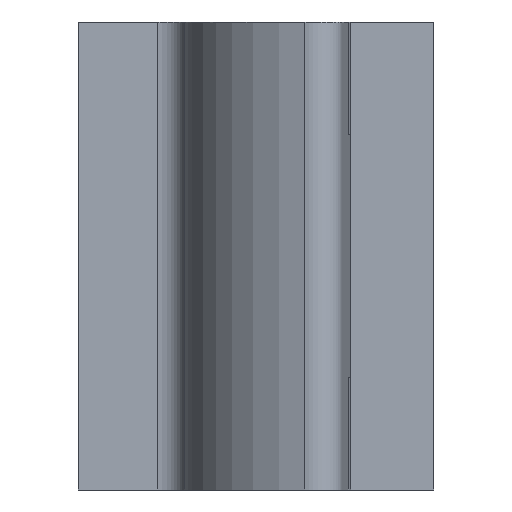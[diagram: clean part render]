
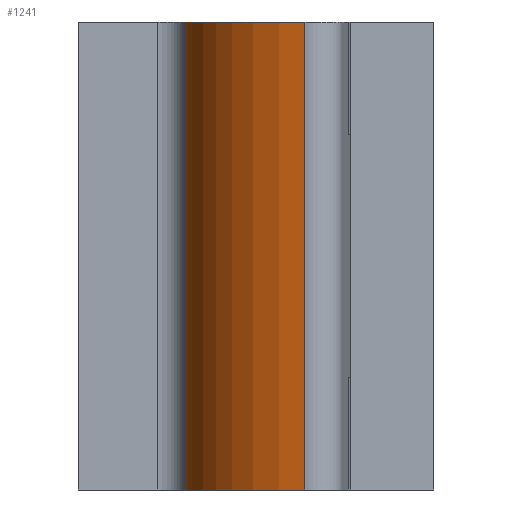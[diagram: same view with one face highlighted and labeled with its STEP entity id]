
A CAD part, front view. The second image highlights one B-rep face of the part: STEP entity #1241.
In plain terms, the highlighted free-form (B-spline) face has degree [1, 2] with [2, 3] control points.
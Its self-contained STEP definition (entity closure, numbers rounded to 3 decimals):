
#1150=CARTESIAN_POINT('',(-14.597,-0.745,50.));
#1151=VERTEX_POINT('',#1150);
#1166=CARTESIAN_POINT('',(-14.597,-0.745,0.0));
#1167=VERTEX_POINT('',#1166);
#1181=CARTESIAN_POINT('',(-14.597,-0.745,0.0));
#1182=CARTESIAN_POINT('',(-14.597,-0.745,50.));
#1183=QUASI_UNIFORM_CURVE('',1,(#1181,#1182),.UNSPECIFIED.,.F.,.U.);
#1184=EDGE_CURVE('',#1167,#1151,#1183,.T.);
#1189=CARTESIAN_POINT('',(-1.317,-13.512,-1.25));
#1190=CARTESIAN_POINT('',(-1.317,-13.512,51.281));
#1191=CARTESIAN_POINT('',(-12.483,-11.074,-1.25));
#1192=CARTESIAN_POINT('',(-12.483,-11.074,51.281));
#1193=CARTESIAN_POINT('',(-14.798,0.119,-1.25));
#1194=CARTESIAN_POINT('',(-14.798,0.119,51.281));
#1202=(BOUNDED_SURFACE()B_SPLINE_SURFACE(1,2,((#1189,#1191,#1193),(#1190,#1192,#1194)),.UNSPECIFIED.,.F.,.F.,.U.)B_SPLINE_SURFACE_WITH_KNOTS((2,2),(3,3),(0.0,52.531),(0.0,20.853),.UNSPECIFIED.)GEOMETRIC_REPRESENTATION_ITEM()RATIONAL_B_SPLINE_SURFACE(((1.0,0.839,1.0),(1.0,0.839,1.0)))REPRESENTATION_ITEM('')SURFACE());
#1203=CARTESIAN_POINT('',(-1.766,-13.407,50.));
#1204=VERTEX_POINT('',#1203);
#1205=CARTESIAN_POINT('',(-1.766,-13.407,50.));
#1206=CARTESIAN_POINT('',(-11.956,-10.901,50.));
#1207=CARTESIAN_POINT('',(-14.597,-0.745,50.));
#1215=(BOUNDED_CURVE()B_SPLINE_CURVE(2,(#1205,#1206,#1207),.UNSPECIFIED.,.F.,.U.)CURVE()GEOMETRIC_REPRESENTATION_ITEM()QUASI_UNIFORM_CURVE()RATIONAL_B_SPLINE_CURVE((1.0,0.859,1.0))REPRESENTATION_ITEM(''));
#1216=EDGE_CURVE('',#1204,#1151,#1215,.T.);
#1217=ORIENTED_EDGE('',*,*,#1216,.T.);
#1218=ORIENTED_EDGE('',*,*,#1184,.F.);
#1219=CARTESIAN_POINT('',(-1.766,-13.407,0.0));
#1220=VERTEX_POINT('',#1219);
#1221=CARTESIAN_POINT('',(-1.766,-13.407,0.0));
#1222=CARTESIAN_POINT('',(-11.956,-10.901,0.0));
#1223=CARTESIAN_POINT('',(-14.597,-0.745,0.0));
#1231=(BOUNDED_CURVE()B_SPLINE_CURVE(2,(#1221,#1222,#1223),.UNSPECIFIED.,.F.,.U.)CURVE()GEOMETRIC_REPRESENTATION_ITEM()QUASI_UNIFORM_CURVE()RATIONAL_B_SPLINE_CURVE((1.0,0.859,1.0))REPRESENTATION_ITEM(''));
#1232=EDGE_CURVE('',#1220,#1167,#1231,.T.);
#1233=ORIENTED_EDGE('',*,*,#1232,.F.);
#1234=CARTESIAN_POINT('',(-1.766,-13.407,0.0));
#1235=CARTESIAN_POINT('',(-1.766,-13.407,50.));
#1236=QUASI_UNIFORM_CURVE('',1,(#1234,#1235),.UNSPECIFIED.,.F.,.U.);
#1237=EDGE_CURVE('',#1220,#1204,#1236,.T.);
#1238=ORIENTED_EDGE('',*,*,#1237,.T.);
#1239=EDGE_LOOP('',(#1217,#1218,#1233,#1238));
#1240=FACE_OUTER_BOUND('',#1239,.T.);
#1241=ADVANCED_FACE('',(#1240),#1202,.T.);
